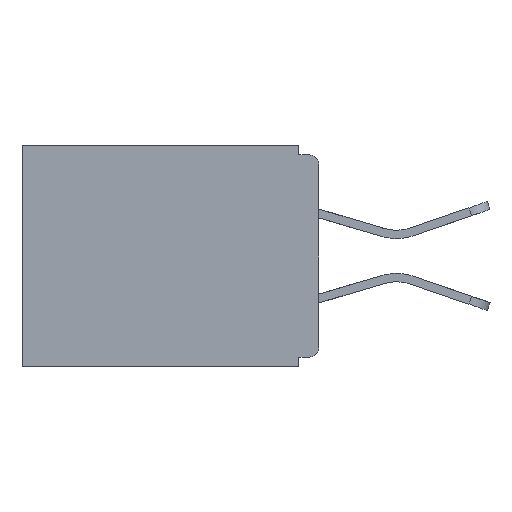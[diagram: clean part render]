
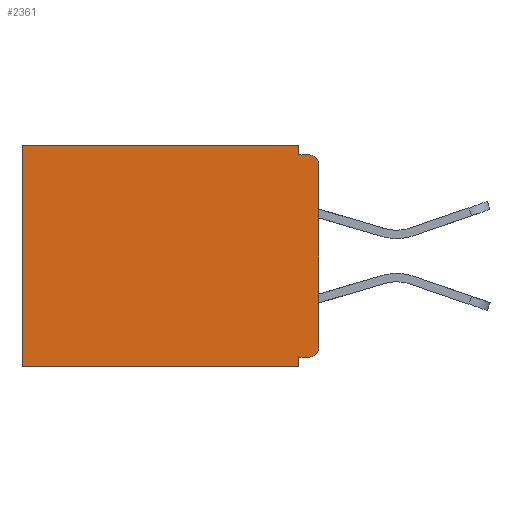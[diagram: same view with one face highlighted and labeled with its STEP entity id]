
A CAD part, left-side view. The second image highlights one B-rep face of the part: STEP entity #2361.
In plain terms, the highlighted planar face has unit normal (-1, 0, 0).
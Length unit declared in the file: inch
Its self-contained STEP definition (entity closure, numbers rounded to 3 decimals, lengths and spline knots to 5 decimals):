
#74 = VERTEX_POINT ( 'NONE', #2934 ) ;
#421 = EDGE_CURVE ( 'NONE', #15759, #15309, #18552, .T. ) ;
#678 = CARTESIAN_POINT ( 'NONE',  ( 0.298, 0.015, -0.313 ) ) ;
#870 = ORIENTED_EDGE ( 'NONE', *, *, #2497, .F. ) ;
#873 = EDGE_LOOP ( 'NONE', ( #1890, #10919, #870, #8522, #11457, #1640, #5380, #10362, #14585, #13990 ) ) ;
#1095 = EDGE_CURVE ( 'NONE', #5730, #5916, #7561, .T. ) ;
#1302 = CIRCLE ( 'NONE', #14106, 0.015 ) ;
#1640 = ORIENTED_EDGE ( 'NONE', *, *, #1095, .F. ) ;
#1890 = ORIENTED_EDGE ( 'NONE', *, *, #16614, .T. ) ;
#2361 = ADVANCED_FACE ( 'NONE', ( #16902 ), #12596, .F. ) ;
#2460 = DIRECTION ( 'NONE',  ( 1., 0., 0. ) ) ;
#2497 = EDGE_CURVE ( 'NONE', #74, #3541, #5039, .T. ) ;
#2693 = CARTESIAN_POINT ( 'NONE',  ( 0.298, 0., 0. ) ) ;
#2697 = LINE ( 'NONE', #10629, #17813 ) ;
#2704 = EDGE_CURVE ( 'NONE', #15309, #5730, #2697, .T. ) ;
#2831 = EDGE_CURVE ( 'NONE', #15759, #18147, #9577, .T. ) ;
#2843 = LINE ( 'NONE', #13033, #10625 ) ;
#2934 = CARTESIAN_POINT ( 'NONE',  ( 0.298, 0.031, 0. ) ) ;
#3310 = CARTESIAN_POINT ( 'NONE',  ( 0.298, 0., -0.328 ) ) ;
#3541 = VERTEX_POINT ( 'NONE', #8510 ) ;
#3874 = DIRECTION ( 'NONE',  ( 0., 0., -1. ) ) ;
#4197 = CARTESIAN_POINT ( 'NONE',  ( 0.298, 0.031, -0.343 ) ) ;
#4298 = VECTOR ( 'NONE', #6118, 39.37008 ) ;
#5039 = LINE ( 'NONE', #4197, #6881 ) ;
#5061 = CARTESIAN_POINT ( 'NONE',  ( 0.298, 0.46, 0. ) ) ;
#5141 = EDGE_CURVE ( 'NONE', #10617, #18147, #2843, .T. ) ;
#5380 = ORIENTED_EDGE ( 'NONE', *, *, #2704, .F. ) ;
#5730 = VERTEX_POINT ( 'NONE', #13438 ) ;
#5741 = DIRECTION ( 'NONE',  ( 0., 0., -1. ) ) ;
#5916 = VERTEX_POINT ( 'NONE', #9049 ) ;
#6118 = DIRECTION ( 'NONE',  ( 0., -1., 0. ) ) ;
#6228 = AXIS2_PLACEMENT_3D ( 'NONE', #18630, #2460, #3874 ) ;
#6353 = CARTESIAN_POINT ( 'NONE',  ( 0.298, 0.015, -0.328 ) ) ;
#6541 = DIRECTION ( 'NONE',  ( 0., 0., -1. ) ) ;
#6881 = VECTOR ( 'NONE', #5741, 39.37008 ) ;
#7322 = DIRECTION ( 'NONE',  ( 0., 0., -1. ) ) ;
#7486 = DIRECTION ( 'NONE',  ( 0., 1., 0. ) ) ;
#7561 = LINE ( 'NONE', #11782, #12772 ) ;
#7734 = DIRECTION ( 'NONE',  ( 0., 1., 0. ) ) ;
#7897 = VERTEX_POINT ( 'NONE', #15321 ) ;
#8083 = DIRECTION ( 'NONE',  ( 0., 0., -1. ) ) ;
#8288 = CARTESIAN_POINT ( 'NONE',  ( 0.298, 0., -0.03 ) ) ;
#8510 = CARTESIAN_POINT ( 'NONE',  ( 0.298, 0.031, -0.015 ) ) ;
#8522 = ORIENTED_EDGE ( 'NONE', *, *, #18061, .T. ) ;
#9049 = CARTESIAN_POINT ( 'NONE',  ( 0.298, 0.46, -0.343 ) ) ;
#9382 = CARTESIAN_POINT ( 'NONE',  ( 0.298, 0.031, -0.328 ) ) ;
#9577 = CIRCLE ( 'NONE', #17854, 0.015 ) ;
#10271 = CARTESIAN_POINT ( 'NONE',  ( 0.298, 0., -0.015 ) ) ;
#10362 = ORIENTED_EDGE ( 'NONE', *, *, #421, .F. ) ;
#10617 = VERTEX_POINT ( 'NONE', #8288 ) ;
#10625 = VECTOR ( 'NONE', #7322, 39.37008 ) ;
#10629 = CARTESIAN_POINT ( 'NONE',  ( 0.298, 0.031, -0.343 ) ) ;
#10866 = EDGE_CURVE ( 'NONE', #18275, #5916, #15696, .T. ) ;
#10919 = ORIENTED_EDGE ( 'NONE', *, *, #17300, .F. ) ;
#11457 = ORIENTED_EDGE ( 'NONE', *, *, #10866, .T. ) ;
#11748 = LINE ( 'NONE', #2693, #18420 ) ;
#11782 = CARTESIAN_POINT ( 'NONE',  ( 0.298, 0., -0.343 ) ) ;
#11948 = CARTESIAN_POINT ( 'NONE',  ( 0.298, 0.46, 0. ) ) ;
#12514 = CARTESIAN_POINT ( 'NONE',  ( 0.298, 0., -0.313 ) ) ;
#12596 = PLANE ( 'NONE',  #6228 ) ;
#12772 = VECTOR ( 'NONE', #7486, 39.37008 ) ;
#13033 = CARTESIAN_POINT ( 'NONE',  ( 0.298, 0., 0. ) ) ;
#13438 = CARTESIAN_POINT ( 'NONE',  ( 0.298, 0.031, -0.343 ) ) ;
#13990 = ORIENTED_EDGE ( 'NONE', *, *, #5141, .F. ) ;
#14101 = LINE ( 'NONE', #10271, #4298 ) ;
#14106 = AXIS2_PLACEMENT_3D ( 'NONE', #14550, #15926, #17472 ) ;
#14194 = VECTOR ( 'NONE', #7734, 39.37008 ) ;
#14550 = CARTESIAN_POINT ( 'NONE',  ( 0.298, 0.015, -0.03 ) ) ;
#14585 = ORIENTED_EDGE ( 'NONE', *, *, #2831, .T. ) ;
#14787 = VECTOR ( 'NONE', #6541, 39.37008 ) ;
#15309 = VERTEX_POINT ( 'NONE', #9382 ) ;
#15321 = CARTESIAN_POINT ( 'NONE',  ( 0.298, 0.015, -0.015 ) ) ;
#15696 = LINE ( 'NONE', #5061, #14787 ) ;
#15759 = VERTEX_POINT ( 'NONE', #6353 ) ;
#15926 = DIRECTION ( 'NONE',  ( -1., 0., 0. ) ) ;
#16614 = EDGE_CURVE ( 'NONE', #10617, #7897, #1302, .T. ) ;
#16817 = DIRECTION ( 'NONE',  ( -1., 0., 0. ) ) ;
#16902 = FACE_OUTER_BOUND ( 'NONE', #873, .T. ) ;
#17134 = DIRECTION ( 'NONE',  ( 0., 1., 0. ) ) ;
#17300 = EDGE_CURVE ( 'NONE', #3541, #7897, #14101, .T. ) ;
#17472 = DIRECTION ( 'NONE',  ( 0., 0., -1. ) ) ;
#17813 = VECTOR ( 'NONE', #18040, 39.37008 ) ;
#17854 = AXIS2_PLACEMENT_3D ( 'NONE', #678, #16817, #8083 ) ;
#18040 = DIRECTION ( 'NONE',  ( 0., 0., -1. ) ) ;
#18061 = EDGE_CURVE ( 'NONE', #74, #18275, #11748, .T. ) ;
#18147 = VERTEX_POINT ( 'NONE', #12514 ) ;
#18275 = VERTEX_POINT ( 'NONE', #11948 ) ;
#18420 = VECTOR ( 'NONE', #17134, 39.37008 ) ;
#18552 = LINE ( 'NONE', #3310, #14194 ) ;
#18630 = CARTESIAN_POINT ( 'NONE',  ( 0.298, 0., 0. ) ) ;
